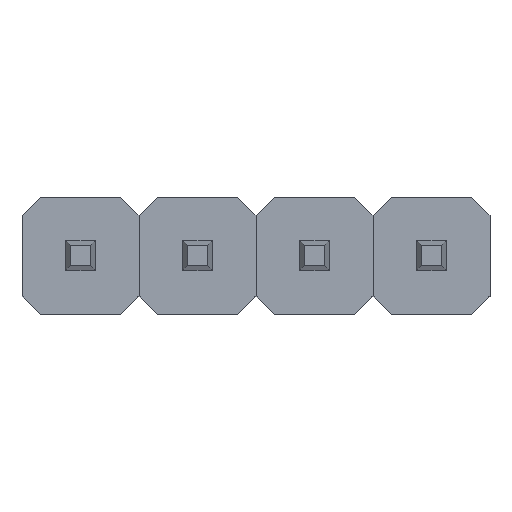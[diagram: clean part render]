
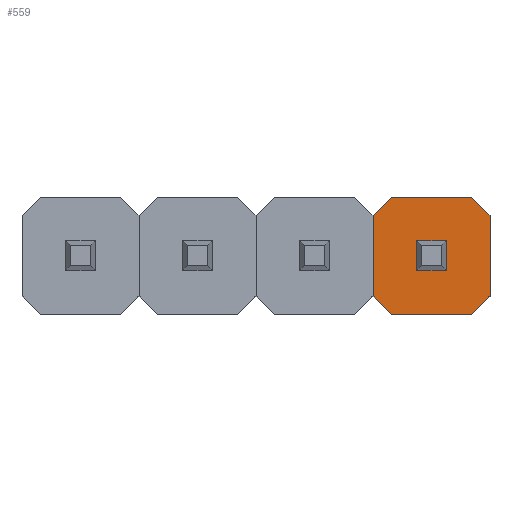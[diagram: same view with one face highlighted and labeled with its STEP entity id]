
A CAD part, top view. The second image highlights one B-rep face of the part: STEP entity #559.
In plain terms, the highlighted planar face has unit normal (0, 0, 1).
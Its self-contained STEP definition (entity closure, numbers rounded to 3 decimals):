
#82=ORIENTED_EDGE('',*,*,#207,.F.);
#83=ORIENTED_EDGE('',*,*,#211,.F.);
#84=ORIENTED_EDGE('',*,*,#214,.F.);
#85=ORIENTED_EDGE('',*,*,#216,.F.);
#86=ORIENTED_EDGE('',*,*,#219,.T.);
#87=ORIENTED_EDGE('',*,*,#221,.T.);
#88=ORIENTED_EDGE('',*,*,#197,.T.);
#89=ORIENTED_EDGE('',*,*,#222,.T.);
#90=ORIENTED_EDGE('',*,*,#199,.T.);
#91=ORIENTED_EDGE('',*,*,#223,.T.);
#92=ORIENTED_EDGE('',*,*,#204,.T.);
#93=ORIENTED_EDGE('',*,*,#224,.T.);
#197=EDGE_CURVE('',#266,#269,#313,.T.);
#199=EDGE_CURVE('',#271,#270,#315,.T.);
#204=EDGE_CURVE('',#272,#275,#320,.T.);
#207=EDGE_CURVE('',#278,#279,#323,.T.);
#211=EDGE_CURVE('',#281,#278,#327,.T.);
#214=EDGE_CURVE('',#283,#281,#330,.T.);
#216=EDGE_CURVE('',#279,#283,#332,.T.);
#219=EDGE_CURVE('',#287,#286,#335,.T.);
#221=EDGE_CURVE('',#286,#266,#337,.F.);
#222=EDGE_CURVE('',#269,#271,#338,.F.);
#223=EDGE_CURVE('',#270,#272,#339,.F.);
#224=EDGE_CURVE('',#275,#287,#340,.F.);
#266=VERTEX_POINT('',#811);
#269=VERTEX_POINT('',#816);
#270=VERTEX_POINT('',#820);
#271=VERTEX_POINT('',#822);
#272=VERTEX_POINT('',#826);
#275=VERTEX_POINT('',#831);
#278=VERTEX_POINT('',#838);
#279=VERTEX_POINT('',#840);
#281=VERTEX_POINT('',#846);
#283=VERTEX_POINT('',#852);
#286=VERTEX_POINT('',#862);
#287=VERTEX_POINT('',#864);
#313=LINE('',#817,#385);
#315=LINE('',#821,#387);
#320=LINE('',#832,#392);
#323=LINE('',#839,#395);
#327=LINE('',#847,#399);
#330=LINE('',#853,#402);
#332=LINE('',#856,#404);
#335=LINE('',#863,#407);
#337=LINE('',#867,#409);
#338=LINE('',#868,#410);
#339=LINE('',#869,#411);
#340=LINE('',#870,#412);
#385=VECTOR('',#662,1000.);
#387=VECTOR('',#666,1000.);
#392=VECTOR('',#673,1000.);
#395=VECTOR('',#678,1000.);
#399=VECTOR('',#684,1000.);
#402=VECTOR('',#689,1000.);
#404=VECTOR('',#693,1000.);
#407=VECTOR('',#698,1000.);
#409=VECTOR('',#702,1000.);
#410=VECTOR('',#703,1000.);
#411=VECTOR('',#704,1000.);
#412=VECTOR('',#705,1000.);
#459=EDGE_LOOP('',(#82,#83,#84,#85));
#460=EDGE_LOOP('',(#86,#87,#88,#89,#90,#91,#92,#93));
#493=FACE_BOUND('',#459,.T.);
#494=FACE_BOUND('',#460,.T.);
#527=PLANE('',#620);
#559=ADVANCED_FACE('',(#493,#494),#527,.T.);
#620=AXIS2_PLACEMENT_3D('',#866,#700,#701);
#662=DIRECTION('',(0.,-1.,0.));
#666=DIRECTION('',(1.,0.,0.));
#673=DIRECTION('',(0.,1.,0.));
#678=DIRECTION('',(0.,-1.,0.));
#684=DIRECTION('',(-1.,0.,0.));
#689=DIRECTION('',(0.,1.,0.));
#693=DIRECTION('',(1.,0.,0.));
#698=DIRECTION('',(-1.,0.,0.));
#700=DIRECTION('',(0.,0.,1.));
#701=DIRECTION('',(1.,0.,0.));
#702=DIRECTION('',(0.707,0.707,0.));
#703=DIRECTION('',(-0.707,0.707,0.));
#704=DIRECTION('',(-0.707,-0.707,0.));
#705=DIRECTION('',(0.707,-0.707,0.));
#811=CARTESIAN_POINT('',(-1.27,0.87,2.54));
#816=CARTESIAN_POINT('',(-1.27,-0.87,2.54));
#817=CARTESIAN_POINT('',(-1.27,1.27,2.54));
#820=CARTESIAN_POINT('',(0.87,-1.27,2.54));
#821=CARTESIAN_POINT('',(-1.27,-1.27,2.54));
#822=CARTESIAN_POINT('',(-0.87,-1.27,2.54));
#826=CARTESIAN_POINT('',(1.27,-0.87,2.54));
#831=CARTESIAN_POINT('',(1.27,0.87,2.54));
#832=CARTESIAN_POINT('',(1.27,-1.27,2.54));
#838=CARTESIAN_POINT('',(-0.32,0.32,2.54));
#839=CARTESIAN_POINT('',(-0.32,0.32,2.54));
#840=CARTESIAN_POINT('',(-0.32,-0.32,2.54));
#846=CARTESIAN_POINT('',(0.32,0.32,2.54));
#847=CARTESIAN_POINT('',(0.32,0.32,2.54));
#852=CARTESIAN_POINT('',(0.32,-0.32,2.54));
#853=CARTESIAN_POINT('',(0.32,-0.32,2.54));
#856=CARTESIAN_POINT('',(-0.32,-0.32,2.54));
#862=CARTESIAN_POINT('',(-0.87,1.27,2.54));
#863=CARTESIAN_POINT('',(1.27,1.27,2.54));
#864=CARTESIAN_POINT('',(0.87,1.27,2.54));
#866=CARTESIAN_POINT('',(0.,0.,2.54));
#867=CARTESIAN_POINT('',(-1.07,1.07,2.54));
#868=CARTESIAN_POINT('',(-1.07,-1.07,2.54));
#869=CARTESIAN_POINT('',(1.07,-1.07,2.54));
#870=CARTESIAN_POINT('',(1.07,1.07,2.54));
